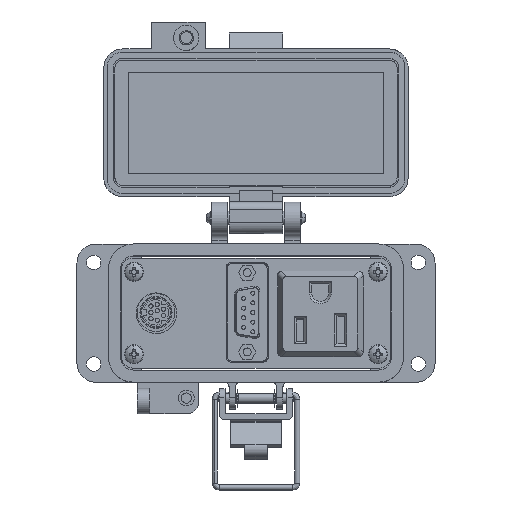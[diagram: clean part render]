
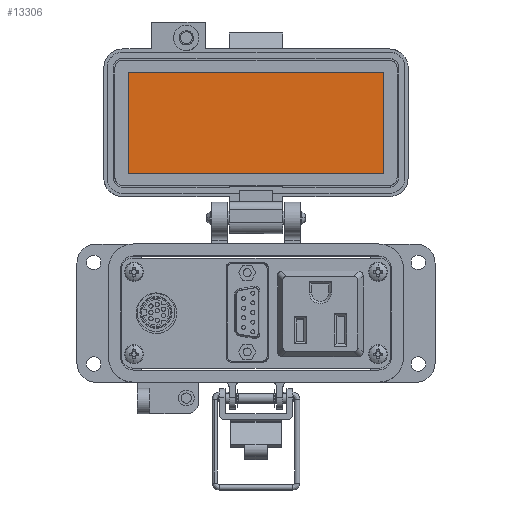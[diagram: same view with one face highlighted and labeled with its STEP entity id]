
A CAD part, top view. The second image highlights one B-rep face of the part: STEP entity #13306.
In plain terms, the highlighted planar face has unit normal (0, 0, 1).
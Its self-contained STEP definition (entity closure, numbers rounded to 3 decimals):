
#460 = CARTESIAN_POINT ( 'NONE',  ( -8.5, 67.154, -25.55 ) ) ;
#2486 = EDGE_CURVE ( 'NONE', #58466, #28283, #35162, .T. ) ;
#5118 = DIRECTION ( 'NONE',  ( 0., -1., 0. ) ) ;
#6106 = LINE ( 'NONE', #46713, #17053 ) ;
#13306 = ADVANCED_FACE ( 'NONE', ( #33963 ), #42179, .T. ) ;
#14158 = CARTESIAN_POINT ( 'NONE',  ( 40.25, 83.154, -25.55 ) ) ;
#17053 = VECTOR ( 'NONE', #51412, 1000. ) ;
#17263 = DIRECTION ( 'NONE',  ( -1., 0., 0. ) ) ;
#18381 = VERTEX_POINT ( 'NONE', #43336 ) ;
#19116 = LINE ( 'NONE', #34145, #54809 ) ;
#20310 = DIRECTION ( 'NONE',  ( 0., 1., 0. ) ) ;
#21091 = ORIENTED_EDGE ( 'NONE', *, *, #32619, .F. ) ;
#24916 = DIRECTION ( 'NONE',  ( 1., 0., 0. ) ) ;
#25269 = AXIS2_PLACEMENT_3D ( 'NONE', #460, #33054, #5118 ) ;
#26014 = EDGE_CURVE ( 'NONE', #18381, #32632, #43215, .T. ) ;
#28283 = VERTEX_POINT ( 'NONE', #36540 ) ;
#29413 = VECTOR ( 'NONE', #24916, 1000. ) ;
#32619 = EDGE_CURVE ( 'NONE', #32632, #58466, #6106, .T. ) ;
#32632 = VERTEX_POINT ( 'NONE', #14158 ) ;
#33054 = DIRECTION ( 'NONE',  ( 0., 0., 1. ) ) ;
#33698 = VECTOR ( 'NONE', #17263, 1000. ) ;
#33963 = FACE_OUTER_BOUND ( 'NONE', #55161, .T. ) ;
#34045 = CARTESIAN_POINT ( 'NONE',  ( -8.5, 83.154, -25.55 ) ) ;
#34145 = CARTESIAN_POINT ( 'NONE',  ( -40.25, 67.154, -25.55 ) ) ;
#35162 = LINE ( 'NONE', #54504, #33698 ) ;
#36540 = CARTESIAN_POINT ( 'NONE',  ( -40.25, 51.154, -25.55 ) ) ;
#42179 = PLANE ( 'NONE',  #25269 ) ;
#42890 = ORIENTED_EDGE ( 'NONE', *, *, #2486, .F. ) ;
#43215 = LINE ( 'NONE', #34045, #29413 ) ;
#43281 = ORIENTED_EDGE ( 'NONE', *, *, #26014, .F. ) ;
#43336 = CARTESIAN_POINT ( 'NONE',  ( -40.25, 83.154, -25.55 ) ) ;
#44446 = EDGE_CURVE ( 'NONE', #28283, #18381, #19116, .T. ) ;
#45655 = ORIENTED_EDGE ( 'NONE', *, *, #44446, .F. ) ;
#46713 = CARTESIAN_POINT ( 'NONE',  ( 40.25, 67.154, -25.55 ) ) ;
#51412 = DIRECTION ( 'NONE',  ( 0., -1., 0. ) ) ;
#54504 = CARTESIAN_POINT ( 'NONE',  ( 42., 51.154, -25.55 ) ) ;
#54809 = VECTOR ( 'NONE', #20310, 1000. ) ;
#55161 = EDGE_LOOP ( 'NONE', ( #43281, #45655, #42890, #21091 ) ) ;
#58466 = VERTEX_POINT ( 'NONE', #59549 ) ;
#59549 = CARTESIAN_POINT ( 'NONE',  ( 40.25, 51.154, -25.55 ) ) ;
